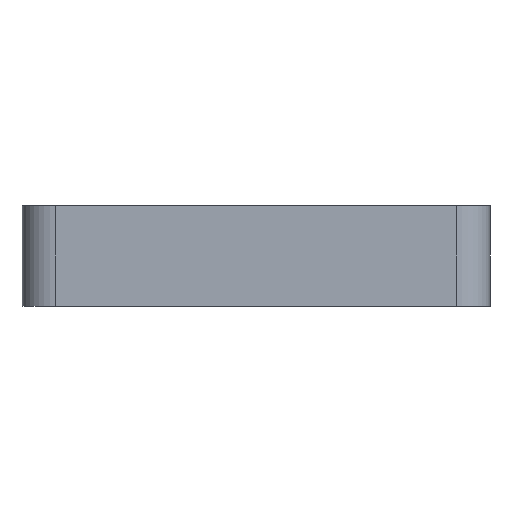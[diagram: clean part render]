
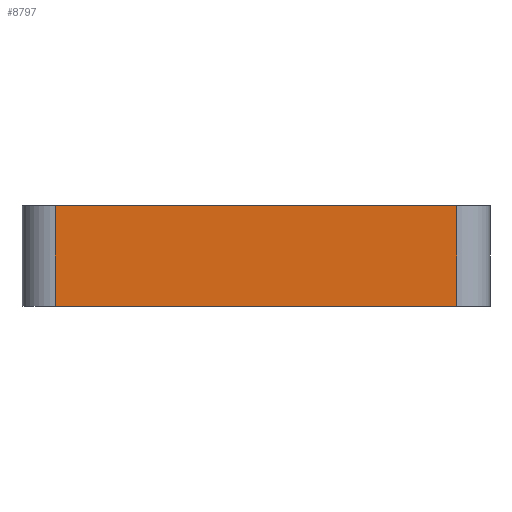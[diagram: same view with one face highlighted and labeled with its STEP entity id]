
A CAD part, front view. The second image highlights one B-rep face of the part: STEP entity #8797.
In plain terms, the highlighted planar face has unit normal (0, -1, 0).
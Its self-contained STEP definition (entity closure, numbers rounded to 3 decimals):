
#234 = CARTESIAN_POINT ( 'NONE',  ( -130., 0., -20. ) ) ;
#724 = VERTEX_POINT ( 'NONE', #11709 ) ;
#725 = VECTOR ( 'NONE', #12681, 1000. ) ;
#741 = EDGE_LOOP ( 'NONE', ( #1961, #15459, #3270, #8318 ) ) ;
#1393 = VERTEX_POINT ( 'NONE', #5259 ) ;
#1961 = ORIENTED_EDGE ( 'NONE', *, *, #4392, .F. ) ;
#2021 = LINE ( 'NONE', #3500, #5932 ) ;
#2896 = EDGE_CURVE ( 'NONE', #724, #10090, #2021, .T. ) ;
#3270 = ORIENTED_EDGE ( 'NONE', *, *, #8566, .T. ) ;
#3321 = CARTESIAN_POINT ( 'NONE',  ( -140., 0., -20. ) ) ;
#3500 = CARTESIAN_POINT ( 'NONE',  ( -10., 0., -20. ) ) ;
#3778 = VECTOR ( 'NONE', #9006, 1000. ) ;
#4392 = EDGE_CURVE ( 'NONE', #14680, #10090, #4611, .T. ) ;
#4611 = LINE ( 'NONE', #6901, #14129 ) ;
#5175 = DIRECTION ( 'NONE',  ( 0., 0., -1. ) ) ;
#5259 = CARTESIAN_POINT ( 'NONE',  ( -130., 0., -20. ) ) ;
#5569 = CARTESIAN_POINT ( 'NONE',  ( -10., 0., 10. ) ) ;
#5932 = VECTOR ( 'NONE', #14625, 1000. ) ;
#6236 = AXIS2_PLACEMENT_3D ( 'NONE', #17590, #9283, #5175 ) ;
#6528 = PLANE ( 'NONE',  #6236 ) ;
#6834 = LINE ( 'NONE', #234, #725 ) ;
#6901 = CARTESIAN_POINT ( 'NONE',  ( 0., 0., 10. ) ) ;
#8318 = ORIENTED_EDGE ( 'NONE', *, *, #2896, .T. ) ;
#8566 = EDGE_CURVE ( 'NONE', #1393, #724, #9181, .T. ) ;
#8797 = ADVANCED_FACE ( 'NONE', ( #10544 ), #6528, .T. ) ;
#9006 = DIRECTION ( 'NONE',  ( 1., 0., 0. ) ) ;
#9181 = LINE ( 'NONE', #3321, #3778 ) ;
#9283 = DIRECTION ( 'NONE',  ( 0., -1., 0. ) ) ;
#9608 = DIRECTION ( 'NONE',  ( 1., 0., 0. ) ) ;
#10090 = VERTEX_POINT ( 'NONE', #5569 ) ;
#10544 = FACE_OUTER_BOUND ( 'NONE', #741, .T. ) ;
#11709 = CARTESIAN_POINT ( 'NONE',  ( -10., 0., -20. ) ) ;
#12681 = DIRECTION ( 'NONE',  ( 0., 0., -1. ) ) ;
#12750 = CARTESIAN_POINT ( 'NONE',  ( -130., 0., 10. ) ) ;
#13417 = EDGE_CURVE ( 'NONE', #14680, #1393, #6834, .T. ) ;
#14129 = VECTOR ( 'NONE', #9608, 1000. ) ;
#14625 = DIRECTION ( 'NONE',  ( 0., 0., 1. ) ) ;
#14680 = VERTEX_POINT ( 'NONE', #12750 ) ;
#15459 = ORIENTED_EDGE ( 'NONE', *, *, #13417, .T. ) ;
#17590 = CARTESIAN_POINT ( 'NONE',  ( -140., 0., -20. ) ) ;
